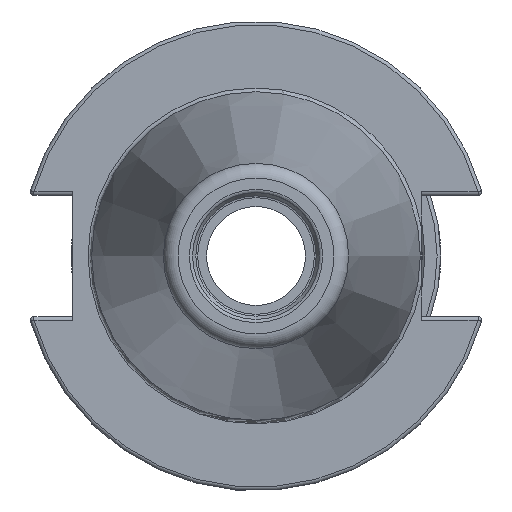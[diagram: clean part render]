
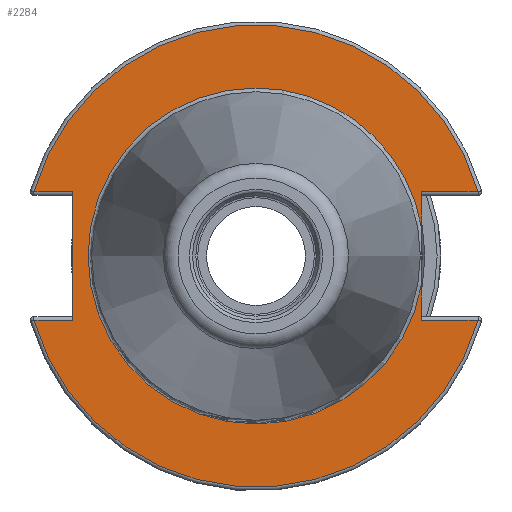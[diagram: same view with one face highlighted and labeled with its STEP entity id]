
A CAD part, left-side view. The second image highlights one B-rep face of the part: STEP entity #2284.
In plain terms, the highlighted planar face has unit normal (-1, 0, 0).
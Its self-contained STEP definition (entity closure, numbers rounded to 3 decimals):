
#75=PLANE('',#2439);
#166=FACE_OUTER_BOUND('',#296,.T.);
#296=EDGE_LOOP('',(#1510,#1511,#1512,#1513,#1514,#1515,#1516,#1517,#1518,
#1519,#1520));
#438=LINE('',#3536,#562);
#442=LINE('',#3563,#566);
#443=LINE('',#3567,#567);
#444=LINE('',#3569,#568);
#445=LINE('',#3571,#569);
#446=LINE('',#3575,#570);
#447=LINE('',#3577,#571);
#562=VECTOR('',#2762,10.);
#566=VECTOR('',#2778,10.);
#567=VECTOR('',#2781,10.);
#568=VECTOR('',#2782,10.);
#569=VECTOR('',#2783,10.);
#570=VECTOR('',#2786,10.);
#571=VECTOR('',#2787,10.);
#690=CIRCLE('',#2440,31.275);
#691=CIRCLE('',#2441,31.275);
#692=CIRCLE('',#2442,22.725);
#693=CIRCLE('',#2443,22.725);
#881=VERTEX_POINT('',#3533);
#882=VERTEX_POINT('',#3535);
#887=VERTEX_POINT('',#3562);
#888=VERTEX_POINT('',#3564);
#889=VERTEX_POINT('',#3566);
#890=VERTEX_POINT('',#3568);
#891=VERTEX_POINT('',#3570);
#892=VERTEX_POINT('',#3572);
#893=VERTEX_POINT('',#3574);
#894=VERTEX_POINT('',#3576);
#895=VERTEX_POINT('',#3578);
#1133=EDGE_CURVE('',#881,#882,#438,.T.);
#1141=EDGE_CURVE('',#887,#882,#442,.T.);
#1142=EDGE_CURVE('',#888,#881,#690,.T.);
#1143=EDGE_CURVE('',#889,#888,#443,.T.);
#1144=EDGE_CURVE('',#889,#890,#444,.T.);
#1145=EDGE_CURVE('',#891,#890,#445,.T.);
#1146=EDGE_CURVE('',#892,#891,#691,.T.);
#1147=EDGE_CURVE('',#893,#892,#446,.T.);
#1148=EDGE_CURVE('',#893,#894,#447,.T.);
#1149=EDGE_CURVE('',#894,#895,#692,.T.);
#1150=EDGE_CURVE('',#895,#887,#693,.T.);
#1510=ORIENTED_EDGE('',*,*,#1141,.T.);
#1511=ORIENTED_EDGE('',*,*,#1133,.F.);
#1512=ORIENTED_EDGE('',*,*,#1142,.F.);
#1513=ORIENTED_EDGE('',*,*,#1143,.F.);
#1514=ORIENTED_EDGE('',*,*,#1144,.T.);
#1515=ORIENTED_EDGE('',*,*,#1145,.F.);
#1516=ORIENTED_EDGE('',*,*,#1146,.F.);
#1517=ORIENTED_EDGE('',*,*,#1147,.F.);
#1518=ORIENTED_EDGE('',*,*,#1148,.T.);
#1519=ORIENTED_EDGE('',*,*,#1149,.T.);
#1520=ORIENTED_EDGE('',*,*,#1150,.T.);
#2284=ADVANCED_FACE('',(#166),#75,.T.);
#2439=AXIS2_PLACEMENT_3D('',#3561,#2776,#2777);
#2440=AXIS2_PLACEMENT_3D('',#3565,#2779,#2780);
#2441=AXIS2_PLACEMENT_3D('',#3573,#2784,#2785);
#2442=AXIS2_PLACEMENT_3D('',#3579,#2788,#2789);
#2443=AXIS2_PLACEMENT_3D('',#3580,#2790,#2791);
#2762=DIRECTION('',(0.,1.,0.));
#2776=DIRECTION('center_axis',(-1.,0.,0.));
#2777=DIRECTION('ref_axis',(0.,0.,1.));
#2778=DIRECTION('',(0.,0.,1.));
#2779=DIRECTION('center_axis',(1.,0.,0.));
#2780=DIRECTION('ref_axis',(0.,0.,-1.));
#2781=DIRECTION('',(0.,1.,0.));
#2782=DIRECTION('',(0.,0.,-1.));
#2783=DIRECTION('',(0.,-1.,0.));
#2784=DIRECTION('center_axis',(1.,0.,0.));
#2785=DIRECTION('ref_axis',(0.,0.,-1.));
#2786=DIRECTION('',(0.,-1.,0.));
#2787=DIRECTION('',(0.,0.,1.));
#2788=DIRECTION('center_axis',(1.,0.,0.));
#2789=DIRECTION('ref_axis',(0.,0.,-1.));
#2790=DIRECTION('center_axis',(1.,0.,0.));
#2791=DIRECTION('ref_axis',(0.,0.,-1.));
#3533=CARTESIAN_POINT('',(3.175,-30.043,8.69));
#3535=CARTESIAN_POINT('',(3.175,-22.41,8.69));
#3536=CARTESIAN_POINT('',(3.175,4.432,8.69));
#3561=CARTESIAN_POINT('Origin',(3.175,31.275,0.));
#3562=CARTESIAN_POINT('',(3.175,-22.41,3.771));
#3563=CARTESIAN_POINT('',(3.175,-22.41,-4.095));
#3564=CARTESIAN_POINT('',(3.175,30.043,8.69));
#3565=CARTESIAN_POINT('Origin',(3.175,0.,0.));
#3566=CARTESIAN_POINT('',(3.175,24.8,8.69));
#3567=CARTESIAN_POINT('',(3.175,38.649,8.69));
#3568=CARTESIAN_POINT('',(3.175,24.8,-8.69));
#3569=CARTESIAN_POINT('',(3.175,24.8,4.095));
#3570=CARTESIAN_POINT('',(3.175,30.043,-8.69));
#3571=CARTESIAN_POINT('',(3.175,28.038,-8.69));
#3572=CARTESIAN_POINT('',(3.175,-30.043,-8.69));
#3573=CARTESIAN_POINT('Origin',(3.175,0.,0.));
#3574=CARTESIAN_POINT('',(3.175,-22.41,-8.69));
#3575=CARTESIAN_POINT('',(3.175,-6.341,-8.69));
#3576=CARTESIAN_POINT('',(3.175,-22.41,-3.771));
#3577=CARTESIAN_POINT('',(3.175,-22.41,-4.095));
#3578=CARTESIAN_POINT('',(3.175,0.,22.725));
#3579=CARTESIAN_POINT('Origin',(3.175,0.,0.));
#3580=CARTESIAN_POINT('Origin',(3.175,0.,0.));
